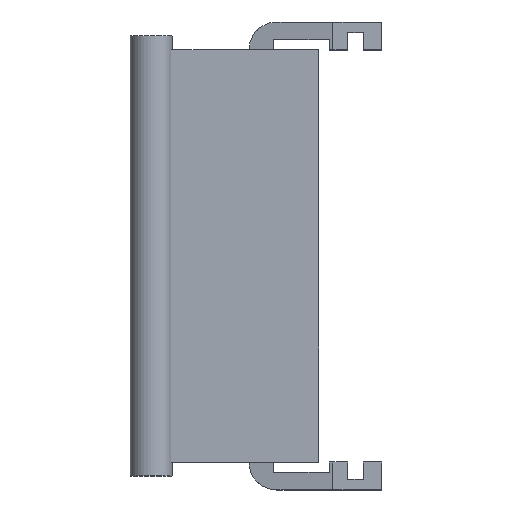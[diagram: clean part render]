
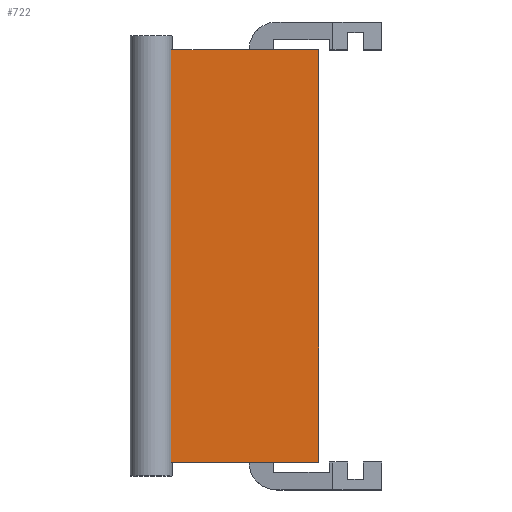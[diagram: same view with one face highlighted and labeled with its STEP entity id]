
A CAD part, top view. The second image highlights one B-rep face of the part: STEP entity #722.
In plain terms, the highlighted planar face has unit normal (0, 0, 1).
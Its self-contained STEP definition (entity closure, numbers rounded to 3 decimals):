
#43=PLANE('',#798);
#81=FACE_OUTER_BOUND('',#119,.T.);
#119=EDGE_LOOP('',(#640,#641,#642,#643,#644,#645,#646,#647));
#160=LINE('',#1055,#244);
#174=LINE('',#1083,#258);
#207=LINE('',#1169,#291);
#208=LINE('',#1172,#292);
#213=LINE('',#1181,#297);
#214=LINE('',#1184,#298);
#217=LINE('',#1198,#301);
#220=LINE('',#1202,#304);
#244=VECTOR('',#845,10.);
#258=VECTOR('',#871,10.);
#291=VECTOR('',#958,10.);
#292=VECTOR('',#961,10.);
#297=VECTOR('',#968,10.);
#298=VECTOR('',#971,10.);
#301=VECTOR('',#988,10.);
#304=VECTOR('',#993,10.);
#309=VERTEX_POINT('',#1002);
#318=VERTEX_POINT('',#1024);
#330=VERTEX_POINT('',#1053);
#337=VERTEX_POINT('',#1077);
#364=VERTEX_POINT('',#1167);
#365=VERTEX_POINT('',#1171);
#368=VERTEX_POINT('',#1179);
#369=VERTEX_POINT('',#1183);
#400=EDGE_CURVE('',#309,#330,#160,.T.);
#414=EDGE_CURVE('',#337,#318,#174,.T.);
#457=EDGE_CURVE('',#318,#364,#207,.T.);
#458=EDGE_CURVE('',#365,#337,#208,.T.);
#463=EDGE_CURVE('',#330,#368,#213,.T.);
#464=EDGE_CURVE('',#369,#309,#214,.T.);
#471=EDGE_CURVE('',#364,#369,#217,.T.);
#474=EDGE_CURVE('',#368,#365,#220,.T.);
#640=ORIENTED_EDGE('',*,*,#400,.T.);
#641=ORIENTED_EDGE('',*,*,#463,.T.);
#642=ORIENTED_EDGE('',*,*,#474,.T.);
#643=ORIENTED_EDGE('',*,*,#458,.T.);
#644=ORIENTED_EDGE('',*,*,#414,.T.);
#645=ORIENTED_EDGE('',*,*,#457,.T.);
#646=ORIENTED_EDGE('',*,*,#471,.T.);
#647=ORIENTED_EDGE('',*,*,#464,.T.);
#722=ADVANCED_FACE('',(#81),#43,.T.);
#798=AXIS2_PLACEMENT_3D('',#1201,#991,#992);
#845=DIRECTION('',(1.,0.,0.));
#871=DIRECTION('',(-1.,0.,0.));
#958=DIRECTION('',(-1.,0.,0.));
#961=DIRECTION('',(-1.,0.,0.));
#968=DIRECTION('',(1.,0.,0.));
#971=DIRECTION('',(1.,0.,0.));
#988=DIRECTION('',(0.,-1.,0.));
#991=DIRECTION('center_axis',(0.,0.,1.));
#992=DIRECTION('ref_axis',(1.,0.,0.));
#993=DIRECTION('',(0.,1.,0.));
#1002=CARTESIAN_POINT('',(1.,-14.75,2.));
#1024=CARTESIAN_POINT('',(1.,14.75,2.));
#1053=CARTESIAN_POINT('',(2.75,-14.75,2.));
#1055=CARTESIAN_POINT('',(1.375,-14.75,2.));
#1077=CARTESIAN_POINT('',(2.75,14.75,2.));
#1083=CARTESIAN_POINT('',(0.5,14.75,2.));
#1167=CARTESIAN_POINT('',(-4.586,14.75,2.));
#1169=CARTESIAN_POINT('',(-6.,14.75,2.));
#1171=CARTESIAN_POINT('',(6.,14.75,2.));
#1172=CARTESIAN_POINT('',(-6.,14.75,2.));
#1179=CARTESIAN_POINT('',(6.,-14.75,2.));
#1181=CARTESIAN_POINT('',(6.,-14.75,2.));
#1183=CARTESIAN_POINT('',(-4.586,-14.75,2.));
#1184=CARTESIAN_POINT('',(6.,-14.75,2.));
#1198=CARTESIAN_POINT('',(-4.586,14.75,2.));
#1201=CARTESIAN_POINT('Origin',(0.,0.,
2.));
#1202=CARTESIAN_POINT('',(6.,14.75,2.));
